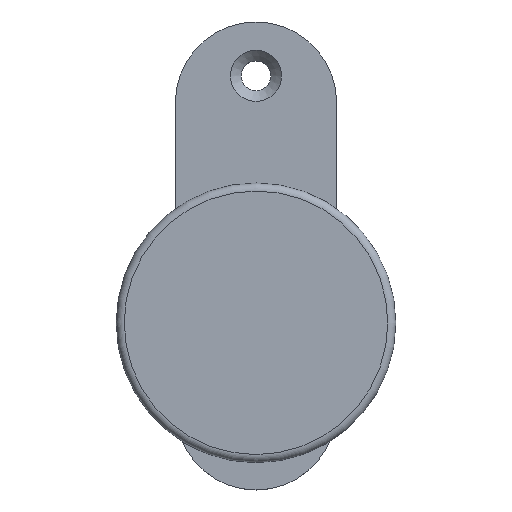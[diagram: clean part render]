
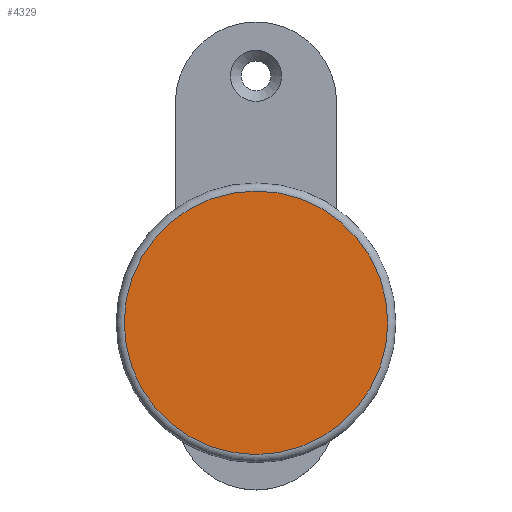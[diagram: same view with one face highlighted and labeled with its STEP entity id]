
A CAD part, top view. The second image highlights one B-rep face of the part: STEP entity #4329.
In plain terms, the highlighted planar face has unit normal (0, 0, 1).
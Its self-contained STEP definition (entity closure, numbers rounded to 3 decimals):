
#1467 = CARTESIAN_POINT ( 'NONE',  ( 0., 0., 24.5 ) ) ;
#2052 = AXIS2_PLACEMENT_3D ( 'NONE', #1467, #8695, #11802 ) ;
#3922 = EDGE_CURVE ( 'NONE', #11773, #11773, #8260, .T. ) ;
#4329 = ADVANCED_FACE ( 'NONE', ( #5738 ), #7668, .F. ) ;
#5296 = EDGE_LOOP ( 'NONE', ( #11386 ) ) ;
#5738 = FACE_OUTER_BOUND ( 'NONE', #5296, .T. ) ;
#6643 = AXIS2_PLACEMENT_3D ( 'NONE', #11953, #11905, #6730 ) ;
#6730 = DIRECTION ( 'NONE',  ( -1., 0., 0. ) ) ;
#7668 = PLANE ( 'NONE',  #2052 ) ;
#8260 = CIRCLE ( 'NONE', #6643, 24.5 ) ;
#8695 = DIRECTION ( 'NONE',  ( 0., 0., -1. ) ) ;
#9239 = CARTESIAN_POINT ( 'NONE',  ( -24.5, 0., 24.5 ) ) ;
#11386 = ORIENTED_EDGE ( 'NONE', *, *, #3922, .T. ) ;
#11773 = VERTEX_POINT ( 'NONE', #9239 ) ;
#11802 = DIRECTION ( 'NONE',  ( -1., 0., 0. ) ) ;
#11905 = DIRECTION ( 'NONE',  ( 0., 0., 1. ) ) ;
#11953 = CARTESIAN_POINT ( 'NONE',  ( 0., 0., 24.5 ) ) ;
